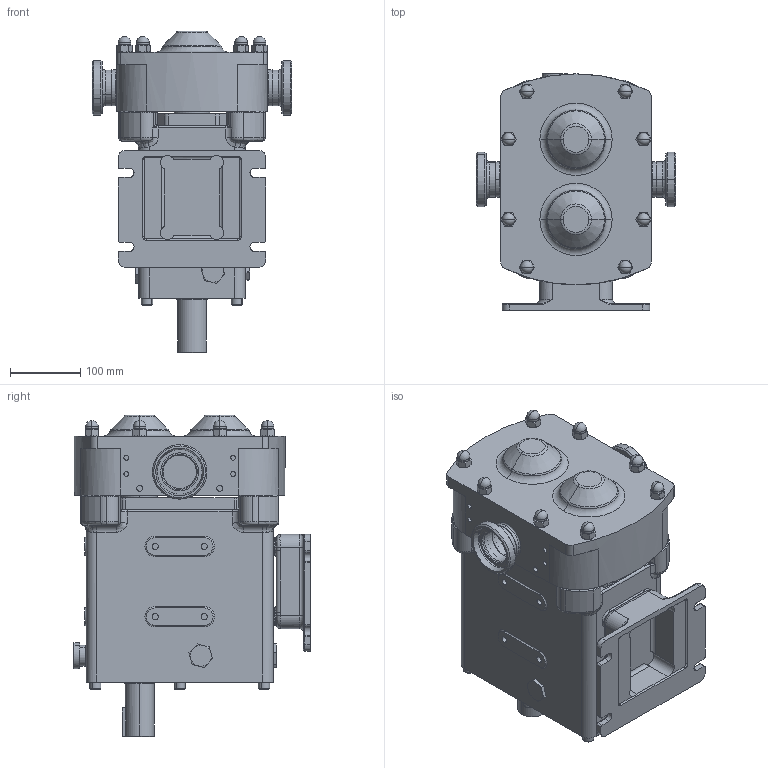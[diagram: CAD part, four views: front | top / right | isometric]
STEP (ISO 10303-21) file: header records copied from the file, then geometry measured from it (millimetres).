
FILE_DESCRIPTION (( 'STEP AP214' ), '1' );
FILE_NAME ('GA3545.STEP', '2024-11-06T20:43:10', ( '' ), ( '' ), 'SwSTEP 2.0', 'SolidWorks 2023', '' );
FILE_SCHEMA (( 'AUTOMOTIVE_DESIGN' ));
Length unit declared in the file: millimetre
Products named in the file (3): Copy of Z94-5031-33 - 2 INCH DIN11851^GA3545; GA3545; Copy of R0450 CPP H TSD^GA3545
Assembly tree (3 placements, depth 2):
  GA3545
    Copy of R0450 CPP H TSD^GA3545
    Copy of Z94-5031-33 - 2 INCH DIN11851^GA3545  x2
Bounding box: 284 x 337 x 457.7 mm (x, y, z)
Volume: 16548715.9 mm3; surface area: 690886.2 mm2
Topology: 3 solids, 3 shells, 950 faces, 2265 edges, 1343 vertices
Faces by surface type: plane 295, cylinder 290, cone 175, torus 100, bspline 66, sphere 24
Entity records: 30120 total; most frequent: CARTESIAN_POINT 9148, DIRECTION 4540, ORIENTED_EDGE 4298, EDGE_CURVE 2149, AXIS2_PLACEMENT_3D 1855, VERTEX_POINT 1295, EDGE_LOOP 1000, CIRCLE 992
